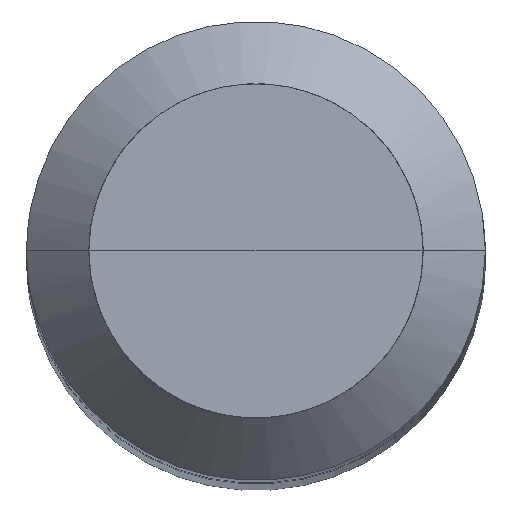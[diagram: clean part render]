
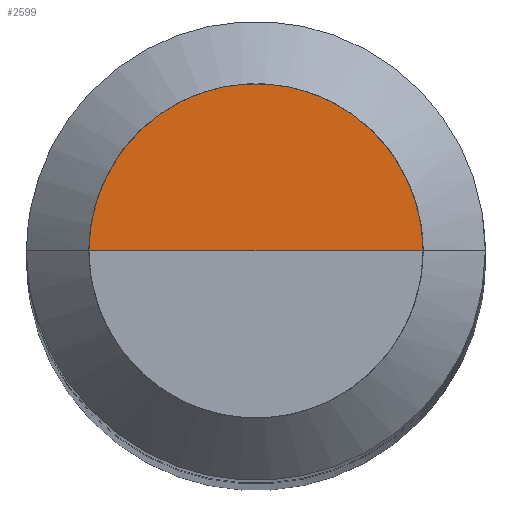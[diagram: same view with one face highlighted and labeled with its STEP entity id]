
A CAD part, top view. The second image highlights one B-rep face of the part: STEP entity #2599.
In plain terms, the highlighted free-form (B-spline) face has degree [1, 2] with [2, 5] control points.
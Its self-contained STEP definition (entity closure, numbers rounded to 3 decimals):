
#2380=CARTESIAN_POINT('',(5.1,0.0,45.0));
#2381=CARTESIAN_POINT('',(5.1,5.1,45.0));
#2382=CARTESIAN_POINT('',(0.0,5.1,45.0));
#2383=CARTESIAN_POINT('',(-5.1,5.1,45.0));
#2384=CARTESIAN_POINT('',(-5.1,0.0,45.0));
#2385=CARTESIAN_POINT('',(0.0,0.0,45.0));
#2584=(
BOUNDED_SURFACE()
B_SPLINE_SURFACE(1,2,(
(#2380,#2381,#2382,#2383,#2384),
(#2385,#2385,#2385,#2385,#2385)
), .UNSPECIFIED.,.F.,.F.,.F.)
B_SPLINE_SURFACE_WITH_KNOTS((2,2),(3,2,3),(
0.0,1.0),(
0.0,0.5,1.0), .UNSPECIFIED.)
GEOMETRIC_REPRESENTATION_ITEM()
RATIONAL_B_SPLINE_SURFACE(((1.0,0.707,1.0,0.707,1.0),
(1.0,0.707,1.0,0.707,1.0)
))
REPRESENTATION_ITEM('')
SURFACE()
);
#2585=(
BOUNDED_CURVE()
B_SPLINE_CURVE(1,(#2385,#2380),.UNSPECIFIED.,.F.,.F.)
B_SPLINE_CURVE_WITH_KNOTS((2,2),
(0.0,1.0),.UNSPECIFIED.)
CURVE()
GEOMETRIC_REPRESENTATION_ITEM()
RATIONAL_B_SPLINE_CURVE((1.0,1.0))
REPRESENTATION_ITEM('')
);
#2586=(
BOUNDED_CURVE()
B_SPLINE_CURVE(2,(#2380,#2381,#2382,#2383,#2384),.UNSPECIFIED.,.F.,.F.)
B_SPLINE_CURVE_WITH_KNOTS((3,2,3),
(0.0,0.5,1.0),.UNSPECIFIED.)
CURVE()
GEOMETRIC_REPRESENTATION_ITEM()
RATIONAL_B_SPLINE_CURVE((1.0,0.707,1.0,0.707,1.0))
REPRESENTATION_ITEM('')
);
#2587=(
BOUNDED_CURVE()
B_SPLINE_CURVE(1,(#2384,#2385),.UNSPECIFIED.,.F.,.F.)
B_SPLINE_CURVE_WITH_KNOTS((2,2),
(0.0,1.0),.UNSPECIFIED.)
CURVE()
GEOMETRIC_REPRESENTATION_ITEM()
RATIONAL_B_SPLINE_CURVE((1.0,1.0))
REPRESENTATION_ITEM('')
);
#2588=VERTEX_POINT('',#2380);
#2589=VERTEX_POINT('',#2384);
#2590=VERTEX_POINT('',#2385);
#2591=EDGE_CURVE('',#2590,#2588,#2585,.T.);
#2592=EDGE_CURVE('',#2588,#2589,#2586,.T.);
#2593=EDGE_CURVE('',#2589,#2590,#2587,.T.);
#2594=ORIENTED_EDGE('',*,*,#2591,.T.);
#2595=ORIENTED_EDGE('',*,*,#2592,.T.);
#2596=ORIENTED_EDGE('',*,*,#2593,.T.);
#2597=EDGE_LOOP('',(#2594,#2595,#2596));
#2598=FACE_OUTER_BOUND('',#2597,.T.);
#2599=ADVANCED_FACE('',(#2598),#2584,.T.);
